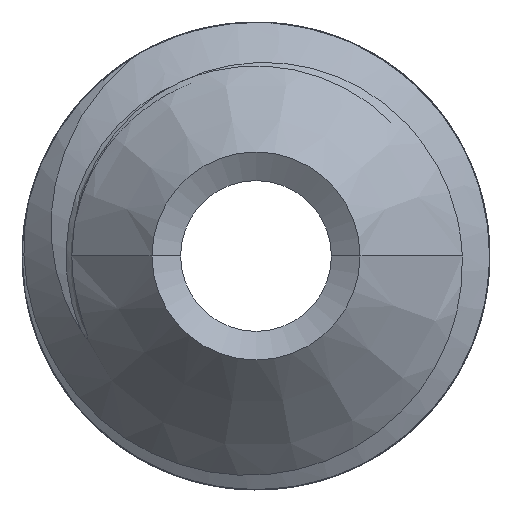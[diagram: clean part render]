
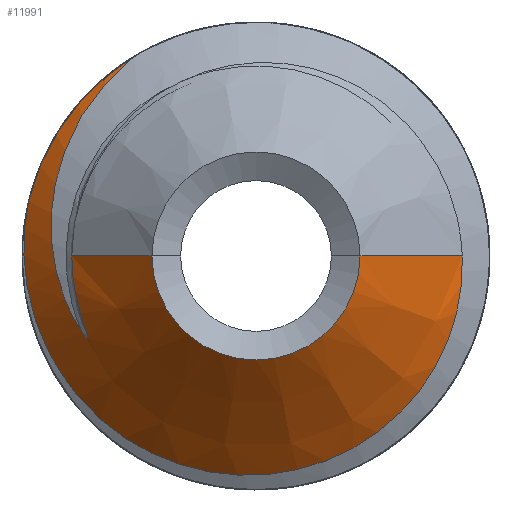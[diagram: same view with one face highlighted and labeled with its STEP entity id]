
A CAD part, left-side view. The second image highlights one B-rep face of the part: STEP entity #11991.
In plain terms, the highlighted conical face has half-angle 45 degrees and reference radius 0.826 mm.
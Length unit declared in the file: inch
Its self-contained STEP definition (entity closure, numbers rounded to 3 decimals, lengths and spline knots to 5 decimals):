
#4246=CARTESIAN_POINT('',(0.025,0.,0.));
#4247=DIRECTION('',(1.,0.,0.));
#4248=DIRECTION('',(0.,0.972,0.233));
#4249=AXIS2_PLACEMENT_3D('',#4246,#4247,#4248);
#5820=CARTESIAN_POINT('',(0.01968,-0.03968,0.));
#5821=CARTESIAN_POINT('',(0.01979,-0.03979,
-0.00284));
#5822=CARTESIAN_POINT('',(0.02001,-0.0394,
-0.00855));
#5823=CARTESIAN_POINT('',(0.02035,-0.037,
-0.01686));
#5824=CARTESIAN_POINT('',(0.02069,-0.03286,
-0.02452));
#5825=CARTESIAN_POINT('',(0.02102,-0.02716,
-0.03116));
#5826=CARTESIAN_POINT('',(0.02136,-0.02014,
-0.03648));
#5827=CARTESIAN_POINT('',(0.02169,-0.0121,
-0.04022));
#5828=CARTESIAN_POINT('',(0.02203,-0.00341,
-0.0422));
#5829=CARTESIAN_POINT('',(0.02236,0.00556,
-0.04231));
#5830=CARTESIAN_POINT('',(0.02269,0.0144,
-0.04052));
#5831=CARTESIAN_POINT('',(0.02302,0.02273,
-0.03691));
#5832=CARTESIAN_POINT('',(0.02335,0.03015,
-0.0316));
#5833=CARTESIAN_POINT('',(0.02368,0.03634,
-0.02482));
#5834=CARTESIAN_POINT('',(0.02401,0.04101,
-0.01685));
#5835=CARTESIAN_POINT('',(0.02434,0.04394,
-0.00805));
#5836=CARTESIAN_POINT('',(0.02467,0.04498,
0.00123));
#5837=CARTESIAN_POINT('',(0.02489,0.04438,
0.00745));
#5838=CARTESIAN_POINT('',(0.025,0.04376,0.01051));
#5840=CARTESIAN_POINT('',(0.025,0.02351,0.03837));
#5841=CARTESIAN_POINT('',(0.02461,0.02587,
0.03646));
#5842=CARTESIAN_POINT('',(0.02382,0.03016,
0.0322));
#5843=CARTESIAN_POINT('',(0.02262,0.03504,
0.02478));
#5844=CARTESIAN_POINT('',(0.02143,0.03823,
0.01669));
#5845=CARTESIAN_POINT('',(0.02022,0.03965,
0.00829));
#5846=CARTESIAN_POINT('',(0.019,0.03928,
-0.00002));
#5847=CARTESIAN_POINT('',(0.01778,0.03723,
-0.00788));
#5848=CARTESIAN_POINT('',(0.01696,0.03483,
-0.0126));
#5849=CARTESIAN_POINT('',(0.01654,0.03342,
-0.01478));
#5851=CARTESIAN_POINT('',(0.,0.,0.));
#5852=DIRECTION('',(-1.,0.,0.));
#5853=DIRECTION('',(0.,1.,0.));
#5854=AXIS2_PLACEMENT_3D('',#5851,#5852,#5853);
#7070=CARTESIAN_POINT('',(0.01654,0.03342,
-0.01478));
#7071=CARTESIAN_POINT('',(0.01653,0.03338,
-0.01484));
#7072=CARTESIAN_POINT('',(0.01651,0.0333,
-0.01497));
#7073=CARTESIAN_POINT('',(0.01647,0.03318,
-0.01514));
#7074=CARTESIAN_POINT('',(0.01643,0.03307,
-0.01529));
#7075=CARTESIAN_POINT('',(0.0164,0.03296,
-0.01543));
#7076=CARTESIAN_POINT('',(0.01636,0.03287,
-0.01556));
#7077=CARTESIAN_POINT('',(0.01632,0.03277,
-0.01567));
#7078=CARTESIAN_POINT('',(0.01628,0.03268,
-0.01577));
#7079=CARTESIAN_POINT('',(0.01624,0.03258,
-0.01586));
#7080=CARTESIAN_POINT('',(0.01618,0.03249,
-0.01593));
#7081=CARTESIAN_POINT('',(0.01611,0.03239,
-0.01597));
#7082=CARTESIAN_POINT('',(0.01603,0.03233,
-0.01589));
#7083=CARTESIAN_POINT('',(0.01598,0.03233,
-0.01578));
#7084=CARTESIAN_POINT('',(0.01593,0.03235,
-0.01564));
#7085=CARTESIAN_POINT('',(0.0159,0.03238,
-0.01549));
#7086=CARTESIAN_POINT('',(0.01586,0.03242,
-0.01532));
#7087=CARTESIAN_POINT('',(0.01583,0.03247,
-0.01515));
#7088=CARTESIAN_POINT('',(0.01581,0.03252,
-0.01498));
#7089=CARTESIAN_POINT('',(0.01578,0.03257,
-0.01482));
#7090=CARTESIAN_POINT('',(0.01577,0.03262,
-0.01468));
#7091=CARTESIAN_POINT('',(0.01575,0.03266,
-0.01455));
#7092=CARTESIAN_POINT('',(0.01574,0.03269,
-0.01445));
#7093=CARTESIAN_POINT('',(0.01573,0.03272,
-0.01436));
#7094=CARTESIAN_POINT('',(0.01572,0.03274,
-0.01428));
#7095=CARTESIAN_POINT('',(0.01572,0.03277,
-0.01421));
#7096=CARTESIAN_POINT('',(0.01571,0.03279,
-0.01415));
#7097=CARTESIAN_POINT('',(0.0157,0.03281,
-0.01409));
#7098=CARTESIAN_POINT('',(0.0157,0.03283,
-0.01403));
#7099=CARTESIAN_POINT('',(0.01569,0.03285,
-0.01397));
#7100=CARTESIAN_POINT('',(0.01569,0.03287,
-0.0139));
#7101=CARTESIAN_POINT('',(0.01568,0.0329,
-0.01382));
#7102=CARTESIAN_POINT('',(0.01567,0.03292,
-0.01373));
#7103=CARTESIAN_POINT('',(0.01567,0.03296,
-0.01363));
#7104=CARTESIAN_POINT('',(0.01566,0.033,
-0.01351));
#7105=CARTESIAN_POINT('',(0.01565,0.03304,
-0.01337));
#7106=CARTESIAN_POINT('',(0.01564,0.0331,
-0.01321));
#7107=CARTESIAN_POINT('',(0.01562,0.03316,
-0.01302));
#7108=CARTESIAN_POINT('',(0.01561,0.03323,
-0.0128));
#7109=CARTESIAN_POINT('',(0.0156,0.03331,
-0.01254));
#7110=CARTESIAN_POINT('',(0.01558,0.0334,
-0.01226));
#7111=CARTESIAN_POINT('',(0.01557,0.03351,
-0.01193));
#7112=CARTESIAN_POINT('',(0.01555,0.03362,
-0.01156));
#7113=CARTESIAN_POINT('',(0.01553,0.03374,
-0.01114));
#7114=CARTESIAN_POINT('',(0.01552,0.03387,
-0.01068));
#7115=CARTESIAN_POINT('',(0.0155,0.03402,
-0.01016));
#7116=CARTESIAN_POINT('',(0.01548,0.03417,
-0.00959));
#7117=CARTESIAN_POINT('',(0.01547,0.03432,
-0.00896));
#7118=CARTESIAN_POINT('',(0.01546,0.03448,
-0.00826));
#7119=CARTESIAN_POINT('',(0.01544,0.03464,
-0.0075));
#7120=CARTESIAN_POINT('',(0.01543,0.0348,
-0.00666));
#7121=CARTESIAN_POINT('',(0.01542,0.03496,
-0.00576));
#7122=CARTESIAN_POINT('',(0.01542,0.0351,
-0.00477));
#7123=CARTESIAN_POINT('',(0.01542,0.03523,
-0.00371));
#7124=CARTESIAN_POINT('',(0.01541,0.03533,
-0.00256));
#7125=CARTESIAN_POINT('',(0.01542,0.0354,
-0.00133));
#7126=CARTESIAN_POINT('',(0.01542,0.03542,
-0.00045));
#7127=CARTESIAN_POINT('',(0.01542,0.03542,0.));
#7230=DIRECTION('',(0.707,0.707,0.));
#7231=VECTOR('',#7230,0.02181);
#7232=CARTESIAN_POINT('',(0.,0.02,0.));
#7233=LINE('',#7232,#7231);
#7234=DIRECTION('',(0.707,-0.707,0.));
#7235=VECTOR('',#7234,0.02783);
#7236=CARTESIAN_POINT('',(0.,-0.02,0.));
#7237=LINE('',#7236,#7235);
#7651=CARTESIAN_POINT('',(0.,0.02,0.));
#7652=CARTESIAN_POINT('',(0.01542,0.03542,0.));
#7653=VERTEX_POINT('',#7651);
#7654=VERTEX_POINT('',#7652);
#7655=CARTESIAN_POINT('',(0.,-0.02,0.));
#7656=CARTESIAN_POINT('',(0.01968,-0.03968,0.));
#7657=VERTEX_POINT('',#7655);
#7658=VERTEX_POINT('',#7656);
#7735=CARTESIAN_POINT('',(0.025,0.04376,0.01051));
#7736=CARTESIAN_POINT('',(0.025,0.02351,0.03837));
#7737=VERTEX_POINT('',#7735);
#7738=VERTEX_POINT('',#7736);
#7789=VERTEX_POINT('',#7070);
#11972=CARTESIAN_POINT('',(0.0125,0.,0.));
#11973=DIRECTION('',(1.,0.,0.));
#11974=DIRECTION('',(0.,-1.,0.));
#11975=AXIS2_PLACEMENT_3D('',#11972,#11973,#11974);
#11976=CONICAL_SURFACE('',#11975,0.0325,45.);
#11977=ORIENTED_EDGE('',*,*,#11959,.T.);
#11978=ORIENTED_EDGE('',*,*,#9550,.T.);
#11980=ORIENTED_EDGE('',*,*,#11979,.T.);
#11982=ORIENTED_EDGE('',*,*,#11981,.T.);
#11984=ORIENTED_EDGE('',*,*,#11983,.F.);
#11986=ORIENTED_EDGE('',*,*,#11985,.T.);
#11988=ORIENTED_EDGE('',*,*,#11987,.T.);
#11989=EDGE_LOOP('',(#11977,#11978,#11980,#11982,#11984,#11986,#11988));
#11990=FACE_OUTER_BOUND('',#11989,.F.);
#4250=CIRCLE('',#4249,0.045);
#5839=B_SPLINE_CURVE_WITH_KNOTS('',3,(#5820,#5821,#5822,#5823,#5824,#5825,#5826,
#5827,#5828,#5829,#5830,#5831,#5832,#5833,#5834,#5835,#5836,#5837,#5838),
.UNSPECIFIED.,.F.,.F.,(4,1,1,1,1,1,1,1,1,1,1,1,1,1,1,1,4),(0.,0.0625,0.125,
0.1875,0.25,0.3125,0.375,0.4375,0.5,0.5625,0.625,0.6875,
0.75,0.8125,0.875,0.9375,1.),.UNSPECIFIED.);
#5850=B_SPLINE_CURVE_WITH_KNOTS('',3,(#5840,#5841,#5842,#5843,#5844,#5845,#5846,
#5847,#5848,#5849),.UNSPECIFIED.,.F.,.F.,(4,1,1,1,1,1,1,4),(0.,
0.14286,0.28571,0.42857,0.57143,
0.71429,0.85714,1.),.UNSPECIFIED.);
#5855=CIRCLE('',#5854,0.02);
#7128=B_SPLINE_CURVE_WITH_KNOTS('',3,(#7070,#7071,#7072,#7073,#7074,#7075,#7076,
#7077,#7078,#7079,#7080,#7081,#7082,#7083,#7084,#7085,#7086,#7087,#7088,#7089,
#7090,#7091,#7092,#7093,#7094,#7095,#7096,#7097,#7098,#7099,#7100,#7101,#7102,
#7103,#7104,#7105,#7106,#7107,#7108,#7109,#7110,#7111,#7112,#7113,#7114,#7115,
#7116,#7117,#7118,#7119,#7120,#7121,#7122,#7123,#7124,#7125,#7126,#7127),
.UNSPECIFIED.,.F.,.F.,(4,1,1,1,1,1,1,1,1,1,1,1,1,1,1,1,1,1,1,1,1,1,1,1,1,1,1,1,
1,1,1,1,1,1,1,1,1,1,1,1,1,1,1,1,1,1,1,1,1,1,1,1,1,1,1,4),(0.,
0.01818,0.03636,0.05455,0.07273,
0.09091,0.10909,0.12727,0.14545,
0.16364,0.18182,0.2,0.21818,0.23636,
0.25455,0.27273,0.29091,0.30909,
0.32727,0.34545,0.36364,0.38182,0.4,
0.41818,0.43636,0.45455,0.47273,
0.49091,0.50909,0.52727,0.54545,
0.56364,0.58182,0.6,0.61818,0.63636,
0.65455,0.67273,0.69091,0.70909,
0.72727,0.74545,0.76364,0.78182,0.8,
0.81818,0.83636,0.85455,0.87273,
0.89091,0.90909,0.92727,0.94545,
0.96364,0.98182,1.),.UNSPECIFIED.);
#9550=EDGE_CURVE('',#7737,#7738,#4250,.T.);
#11959=EDGE_CURVE('',#7658,#7737,#5839,.T.);
#11979=EDGE_CURVE('',#7738,#7789,#5850,.T.);
#11981=EDGE_CURVE('',#7789,#7654,#7128,.T.);
#11983=EDGE_CURVE('',#7653,#7654,#7233,.T.);
#11985=EDGE_CURVE('',#7653,#7657,#5855,.T.);
#11987=EDGE_CURVE('',#7657,#7658,#7237,.T.);
#11991=ADVANCED_FACE('',(#11990),#11976,.T.);
